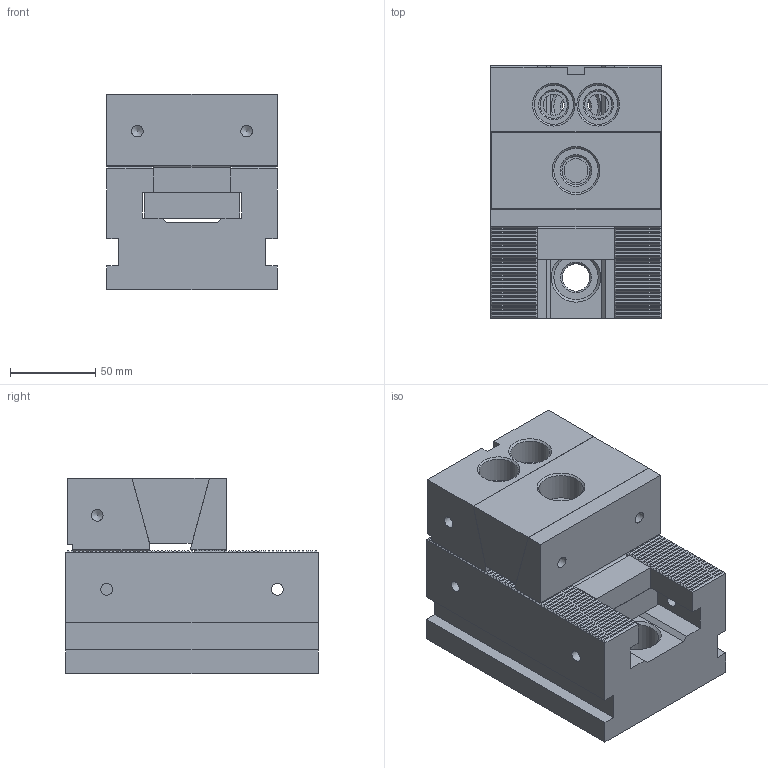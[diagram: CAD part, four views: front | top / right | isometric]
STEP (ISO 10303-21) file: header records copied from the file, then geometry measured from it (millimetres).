
FILE_DESCRIPTION( ( 'Unknown' ), '1' );
FILE_NAME( 'SVF-C-10015-100-C.stp', 'Unknown', ( 'Unknown' ), ( 'Unknown' ), 'PSStep 17.0.49', 'Unknown', ' ' );
FILE_SCHEMA( ( 'AUTOMOTIVE_DESIGN { 1 0 10303 214 1 1 1 1 }' ) );
Length unit declared in the file: millimetre
Products named in the file (13): SVF-AB04-100; 4-01-CAPA-M6L15; 1-SVF-AB04-100-2; 1-SVF-AB04-100-1; SVF-A01-100; 1-SVF-ABT-100-2; 1-SVF-A01-100-1; SVF-AB03-100; 1-SVF-AB03-100-1; 1-SVF-AB03-100-2; 3-SVF-AB03-A01-AB04-100; Assem1; SVF-AB01-10015-100
Assembly tree (14 placements, depth 4):
  Assem1
    SVF-AB01-10015-100
    3-SVF-AB03-A01-AB04-100
      SVF-AB04-100
        4-01-CAPA-M6L15  x3
        1-SVF-AB04-100-2
        1-SVF-AB04-100-1
      SVF-A01-100
        1-SVF-ABT-100-2
        1-SVF-A01-100-1
      SVF-AB03-100
        1-SVF-AB03-100-1
        1-SVF-AB03-100-2
Bounding box: 100 x 148 x 114.6 mm (x, y, z)
Volume: 1199423.2 mm3; surface area: 184061 mm2
Topology: 10 solids, 10 shells, 885 faces, 2384 edges, 1530 vertices
Faces by surface type: plane 627, cylinder 134, cone 121, torus 3
Full cylindrical faces by diameter (mm): 5 x49, 6 x42, 6.5 x3, 6.8 x10, 7 x2, 10 x3, 11 x5, 12.5 x2, 14 x1, 16 x4, 16.5 x1, 23 x2, 26 x3
Entity records: 28909 total; most frequent: CARTESIAN_POINT 4034, ORIENTED_EDGE 3850, DIRECTION 3637, EDGE_CURVE 1925, LINE 1737, VECTOR 1737, VERTEX_POINT 1347, AXIS2_PLACEMENT_3D 950
